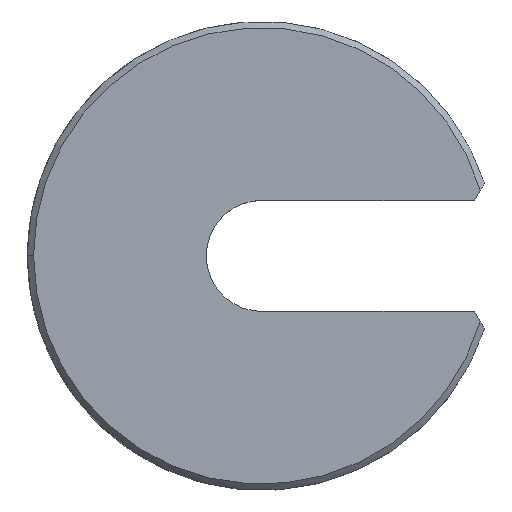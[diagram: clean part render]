
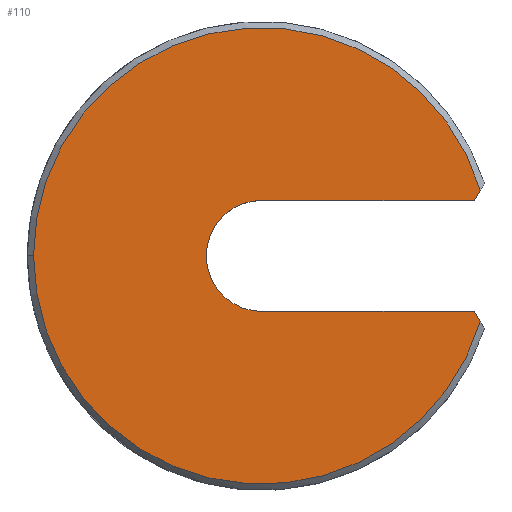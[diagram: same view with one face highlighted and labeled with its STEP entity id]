
A CAD part, top view. The second image highlights one B-rep face of the part: STEP entity #110.
In plain terms, the highlighted planar face has unit normal (0, 0, 1).
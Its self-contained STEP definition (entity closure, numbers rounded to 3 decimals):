
#14 = VERTEX_POINT ( 'NONE', #138 ) ;
#27 = VERTEX_POINT ( 'NONE', #174 ) ;
#38 = EDGE_CURVE ( 'NONE', #27, #14, #81, .T. ) ;
#39 = EDGE_CURVE ( 'NONE', #42, #187, #90, .T. ) ;
#42 = VERTEX_POINT ( 'NONE', #285 ) ;
#44 = ORIENTED_EDGE ( 'NONE', *, *, #69, .F. ) ;
#69 = EDGE_CURVE ( 'NONE', #189, #42, #384, .T. ) ;
#71 = DIRECTION ( 'NONE',  ( 1., 0., 0. ) ) ;
#72 = VECTOR ( 'NONE', #71, 1000. ) ;
#73 = CARTESIAN_POINT ( 'NONE',  ( 19., -4.5, 0. ) ) ;
#74 = DIRECTION ( 'NONE',  ( 0.52, 0.854, 0. ) ) ;
#75 = VECTOR ( 'NONE', #74, 1000. ) ;
#76 = CARTESIAN_POINT ( 'NONE',  ( 10.573, -6.429, 0. ) ) ;
#77 = DIRECTION ( 'NONE',  ( 1., 0., 0. ) ) ;
#78 = DIRECTION ( 'NONE',  ( 0., 0., 1. ) ) ;
#79 = CARTESIAN_POINT ( 'NONE',  ( 0., 0., 0. ) ) ;
#80 = AXIS2_PLACEMENT_3D ( 'NONE', #79, #78, #77 ) ;
#81 = CIRCLE ( 'NONE', #80, 18.5 ) ;
#82 = LINE ( 'NONE', #76, #75 ) ;
#90 = LINE ( 'NONE', #73, #72 ) ;
#109 = EDGE_CURVE ( 'NONE', #190, #189, #329, .T. ) ;
#110 = ADVANCED_FACE ( 'NONE', ( #383 ), #324, .T. ) ;
#138 = CARTESIAN_POINT ( 'NONE',  ( 17.718, -5.322, 0. ) ) ;
#174 = CARTESIAN_POINT ( 'NONE',  ( -18.5, 0., 0. ) ) ;
#175 = EDGE_LOOP ( 'NONE', ( #191, #178, #183, #186, #185, #184, #44 ) ) ;
#178 = ORIENTED_EDGE ( 'NONE', *, *, #181, .T. ) ;
#179 = EDGE_CURVE ( 'NONE', #180, #27, #416, .T. ) ;
#180 = VERTEX_POINT ( 'NONE', #450 ) ;
#181 = EDGE_CURVE ( 'NONE', #190, #180, #82, .T. ) ;
#182 = EDGE_CURVE ( 'NONE', #14, #187, #528, .T. ) ;
#183 = ORIENTED_EDGE ( 'NONE', *, *, #179, .T. ) ;
#184 = ORIENTED_EDGE ( 'NONE', *, *, #39, .F. ) ;
#185 = ORIENTED_EDGE ( 'NONE', *, *, #182, .T. ) ;
#186 = ORIENTED_EDGE ( 'NONE', *, *, #38, .T. ) ;
#187 = VERTEX_POINT ( 'NONE', #513 ) ;
#189 = VERTEX_POINT ( 'NONE', #511 ) ;
#190 = VERTEX_POINT ( 'NONE', #510 ) ;
#191 = ORIENTED_EDGE ( 'NONE', *, *, #109, .F. ) ;
#285 = CARTESIAN_POINT ( 'NONE',  ( 0., -4.5, 0. ) ) ;
#324 = PLANE ( 'NONE',  #333 ) ;
#326 = DIRECTION ( 'NONE',  ( -1., 0., 0. ) ) ;
#327 = VECTOR ( 'NONE', #326, 1000. ) ;
#328 = CARTESIAN_POINT ( 'NONE',  ( 0., 4.5, 0. ) ) ;
#329 = LINE ( 'NONE', #328, #327 ) ;
#331 = DIRECTION ( 'NONE',  ( 1., 0., 0. ) ) ;
#332 = DIRECTION ( 'NONE',  ( 0., 0., 1. ) ) ;
#333 = AXIS2_PLACEMENT_3D ( 'NONE', #359, #358, #357 ) ;
#342 = CARTESIAN_POINT ( 'NONE',  ( 0., 0., 0. ) ) ;
#357 = DIRECTION ( 'NONE',  ( 1., 0., 0. ) ) ;
#358 = DIRECTION ( 'NONE',  ( 0., 0., 1. ) ) ;
#359 = CARTESIAN_POINT ( 'NONE',  ( 0., 0., 0. ) ) ;
#383 = FACE_OUTER_BOUND ( 'NONE', #175, .T. ) ;
#384 = CIRCLE ( 'NONE', #448, 4.5 ) ;
#413 = DIRECTION ( 'NONE',  ( 1., 0., 0. ) ) ;
#414 = DIRECTION ( 'NONE',  ( 0., 0., 1. ) ) ;
#415 = CARTESIAN_POINT ( 'NONE',  ( 0., 0., 0. ) ) ;
#416 = CIRCLE ( 'NONE', #464, 18.5 ) ;
#448 = AXIS2_PLACEMENT_3D ( 'NONE', #342, #332, #331 ) ;
#450 = CARTESIAN_POINT ( 'NONE',  ( 17.718, 5.322, 0. ) ) ;
#464 = AXIS2_PLACEMENT_3D ( 'NONE', #415, #414, #413 ) ;
#510 = CARTESIAN_POINT ( 'NONE',  ( 17.218, 4.5, 0. ) ) ;
#511 = CARTESIAN_POINT ( 'NONE',  ( 0., 4.5, 0. ) ) ;
#513 = CARTESIAN_POINT ( 'NONE',  ( 17.218, -4.5, 0. ) ) ;
#525 = DIRECTION ( 'NONE',  ( -0.52, 0.854, 0. ) ) ;
#526 = VECTOR ( 'NONE', #525, 1000. ) ;
#527 = CARTESIAN_POINT ( 'NONE',  ( 10.573, 6.429, 0. ) ) ;
#528 = LINE ( 'NONE', #527, #526 ) ;
